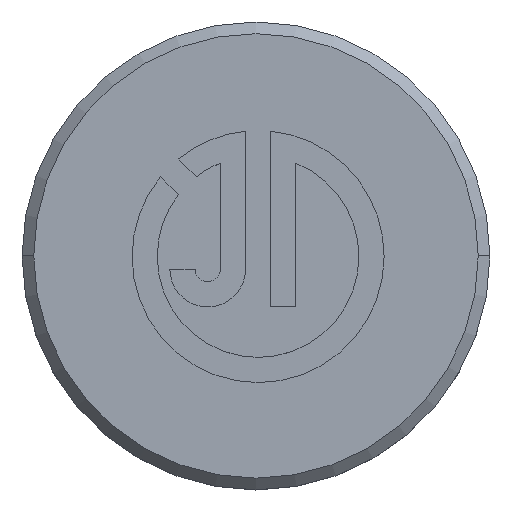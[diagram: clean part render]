
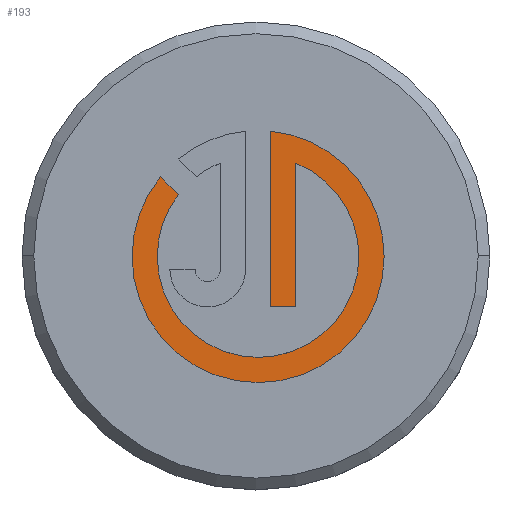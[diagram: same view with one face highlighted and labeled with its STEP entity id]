
A CAD part, top view. The second image highlights one B-rep face of the part: STEP entity #193.
In plain terms, the highlighted planar face has unit normal (0, 0, 1).
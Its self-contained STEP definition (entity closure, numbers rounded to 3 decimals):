
#50 = DIRECTION ( 'NONE',  ( 0., 1., 0. ) ) ;
#58 = CARTESIAN_POINT ( 'NONE',  ( 0.126, -0.037, 119.9 ) ) ;
#63 = VECTOR ( 'NONE', #50, 1000. ) ;
#99 = CARTESIAN_POINT ( 'NONE',  ( 0.126, -0.037, 119.9 ) ) ;
#152 = DIRECTION ( 'NONE',  ( 1., 0., 0. ) ) ;
#169 = AXIS2_PLACEMENT_3D ( 'NONE', #58, #1363, #243 ) ;
#193 = ADVANCED_FACE ( 'NONE', ( #251 ), #2347, .T. ) ;
#230 = AXIS2_PLACEMENT_3D ( 'NONE', #1393, #273, #1584 ) ;
#243 = DIRECTION ( 'NONE',  ( -1., 0., 0. ) ) ;
#251 = FACE_OUTER_BOUND ( 'NONE', #1269, .T. ) ;
#257 = CARTESIAN_POINT ( 'NONE',  ( 0.126, -0.037, 119.9 ) ) ;
#258 = CARTESIAN_POINT ( 'NONE',  ( 0.126, -0.037, 119.9 ) ) ;
#259 = EDGE_CURVE ( 'NONE', #1829, #1245, #1469, .T. ) ;
#262 = CARTESIAN_POINT ( 'NONE',  ( 6.16, -0.037, 119.9 ) ) ;
#273 = DIRECTION ( 'NONE',  ( 0., 0., -1. ) ) ;
#280 = ORIENTED_EDGE ( 'NONE', *, *, #293, .T. ) ;
#282 = DIRECTION ( 'NONE',  ( -1., 0., 0. ) ) ;
#293 = EDGE_CURVE ( 'NONE', #819, #1534, #1910, .T. ) ;
#312 = VERTEX_POINT ( 'NONE', #621 ) ;
#334 = EDGE_CURVE ( 'NONE', #2328, #312, #1347, .T. ) ;
#349 = AXIS2_PLACEMENT_3D ( 'NONE', #99, #1403, #282 ) ;
#452 = DIRECTION ( 'NONE',  ( 1., 0., 0. ) ) ;
#456 = DIRECTION ( 'NONE',  ( 1., 0., 0. ) ) ;
#565 = ORIENTED_EDGE ( 'NONE', *, *, #2363, .T. ) ;
#590 = CARTESIAN_POINT ( 'NONE',  ( 0.126, -0.037, 119.9 ) ) ;
#621 = CARTESIAN_POINT ( 'NONE',  ( -7.417, -0.037, 119.9 ) ) ;
#671 = ORIENTED_EDGE ( 'NONE', *, *, #1978, .T. ) ;
#689 = AXIS2_PLACEMENT_3D ( 'NONE', #258, #1568, #456 ) ;
#694 = AXIS2_PLACEMENT_3D ( 'NONE', #590, #1893, #767 ) ;
#767 = DIRECTION ( 'NONE',  ( 1., 0., 0. ) ) ;
#782 = CARTESIAN_POINT ( 'NONE',  ( 2.389, 0., 119.9 ) ) ;
#798 = DIRECTION ( 'NONE',  ( 0., 0., 1. ) ) ;
#803 = CIRCLE ( 'NONE', #694, 7.543 ) ;
#819 = VERTEX_POINT ( 'NONE', #1624 ) ;
#836 = ORIENTED_EDGE ( 'NONE', *, *, #1420, .T. ) ;
#852 = VERTEX_POINT ( 'NONE', #1382 ) ;
#859 = CARTESIAN_POINT ( 'NONE',  ( 7.669, -0.037, 119.9 ) ) ;
#928 = AXIS2_PLACEMENT_3D ( 'NONE', #257, #1565, #452 ) ;
#951 = VERTEX_POINT ( 'NONE', #1987 ) ;
#1056 = LINE ( 'NONE', #782, #63 ) ;
#1245 = VERTEX_POINT ( 'NONE', #2399 ) ;
#1257 = LINE ( 'NONE', #1831, #2240 ) ;
#1262 = DIRECTION ( 'NONE',  ( -0.707, 0.707, 0. ) ) ;
#1269 = EDGE_LOOP ( 'NONE', ( #1508, #671, #1632, #1439, #1919, #1718, #565, #2376, #280, #836 ) ) ;
#1347 = CIRCLE ( 'NONE', #689, 7.543 ) ;
#1363 = DIRECTION ( 'NONE',  ( 0., 0., -1. ) ) ;
#1365 = CARTESIAN_POINT ( 'NONE',  ( 0.88, 0., 119.9 ) ) ;
#1371 = CARTESIAN_POINT ( 'NONE',  ( -5.714, 4.737, 119.9 ) ) ;
#1382 = CARTESIAN_POINT ( 'NONE',  ( 2.389, 5.557, 119.9 ) ) ;
#1393 = CARTESIAN_POINT ( 'NONE',  ( 0.126, -0.037, 119.9 ) ) ;
#1403 = DIRECTION ( 'NONE',  ( 0., 0., -1. ) ) ;
#1420 = EDGE_CURVE ( 'NONE', #1534, #852, #1056, .T. ) ;
#1439 = ORIENTED_EDGE ( 'NONE', *, *, #1514, .T. ) ;
#1441 = VECTOR ( 'NONE', #1553, 1000. ) ;
#1467 = EDGE_CURVE ( 'NONE', #951, #819, #2424, .T. ) ;
#1469 = CIRCLE ( 'NONE', #169, 6.034 ) ;
#1508 = ORIENTED_EDGE ( 'NONE', *, *, #1947, .T. ) ;
#1514 = EDGE_CURVE ( 'NONE', #1245, #2328, #1257, .T. ) ;
#1532 = CARTESIAN_POINT ( 'NONE',  ( -5.908, -0.037, 119.9 ) ) ;
#1534 = VERTEX_POINT ( 'NONE', #1841 ) ;
#1545 = CARTESIAN_POINT ( 'NONE',  ( 0., -3.054, 119.9 ) ) ;
#1551 = DIRECTION ( 'NONE',  ( 1., 0., 0. ) ) ;
#1553 = DIRECTION ( 'NONE',  ( 0., -1., 0. ) ) ;
#1565 = DIRECTION ( 'NONE',  ( 0., 0., 1. ) ) ;
#1568 = DIRECTION ( 'NONE',  ( 0., 0., 1. ) ) ;
#1584 = DIRECTION ( 'NONE',  ( -1., 0., 0. ) ) ;
#1597 = CIRCLE ( 'NONE', #349, 6.034 ) ;
#1624 = CARTESIAN_POINT ( 'NONE',  ( 0.88, -3.054, 119.9 ) ) ;
#1632 = ORIENTED_EDGE ( 'NONE', *, *, #259, .T. ) ;
#1718 = ORIENTED_EDGE ( 'NONE', *, *, #2199, .T. ) ;
#1724 = AXIS2_PLACEMENT_3D ( 'NONE', #1988, #798, #152 ) ;
#1829 = VERTEX_POINT ( 'NONE', #1532 ) ;
#1831 = CARTESIAN_POINT ( 'NONE',  ( -4.641, 3.663, 119.9 ) ) ;
#1841 = CARTESIAN_POINT ( 'NONE',  ( 2.389, -3.054, 119.9 ) ) ;
#1893 = DIRECTION ( 'NONE',  ( 0., 0., 1. ) ) ;
#1910 = LINE ( 'NONE', #1545, #2344 ) ;
#1919 = ORIENTED_EDGE ( 'NONE', *, *, #334, .T. ) ;
#1947 = EDGE_CURVE ( 'NONE', #852, #2408, #2200, .T. ) ;
#1978 = EDGE_CURVE ( 'NONE', #2408, #1829, #1597, .T. ) ;
#1987 = CARTESIAN_POINT ( 'NONE',  ( 0.88, 7.468, 119.9 ) ) ;
#1988 = CARTESIAN_POINT ( 'NONE',  ( 0., 0., 119.9 ) ) ;
#2035 = VERTEX_POINT ( 'NONE', #859 ) ;
#2199 = EDGE_CURVE ( 'NONE', #312, #2035, #803, .T. ) ;
#2200 = CIRCLE ( 'NONE', #230, 6.034 ) ;
#2240 = VECTOR ( 'NONE', #1262, 1000. ) ;
#2328 = VERTEX_POINT ( 'NONE', #1371 ) ;
#2344 = VECTOR ( 'NONE', #1551, 1000. ) ;
#2347 = PLANE ( 'NONE',  #1724 ) ;
#2363 = EDGE_CURVE ( 'NONE', #2035, #951, #2374, .T. ) ;
#2374 = CIRCLE ( 'NONE', #928, 7.543 ) ;
#2376 = ORIENTED_EDGE ( 'NONE', *, *, #1467, .T. ) ;
#2399 = CARTESIAN_POINT ( 'NONE',  ( -4.641, 3.663, 119.9 ) ) ;
#2408 = VERTEX_POINT ( 'NONE', #262 ) ;
#2424 = LINE ( 'NONE', #1365, #1441 ) ;
